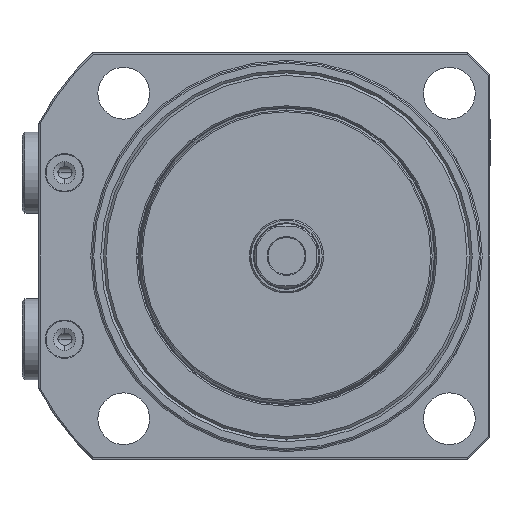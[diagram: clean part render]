
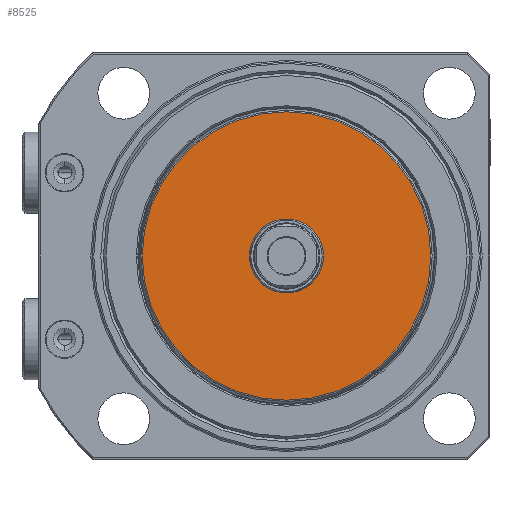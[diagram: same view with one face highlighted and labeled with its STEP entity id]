
A CAD part, front view. The second image highlights one B-rep face of the part: STEP entity #8525.
In plain terms, the highlighted planar face has unit normal (0, -1, 0).
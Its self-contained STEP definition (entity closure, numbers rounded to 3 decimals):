
#525 = ORIENTED_EDGE ( 'NONE', *, *, #8874, .T. ) ;
#527 = ORIENTED_EDGE ( 'NONE', *, *, #9215, .T. ) ;
#528 = ORIENTED_EDGE ( 'NONE', *, *, #8866, .T. ) ;
#848 = CIRCLE ( 'NONE', #7426, 38.992 ) ;
#850 = CIRCLE ( 'NONE', #7428, 10. ) ;
#925 = CIRCLE ( 'NONE', #3782, 38.992 ) ;
#942 = CIRCLE ( 'NONE', #3791, 10. ) ;
#1458 = PLANE ( 'NONE',  #4060 ) ;
#1459 = CARTESIAN_POINT ( 'NONE',  ( 39.272, 0., 0. ) ) ;
#1460 = DIRECTION ( 'NONE',  ( 0., 1., 0. ) ) ;
#1461 = DIRECTION ( 'NONE',  ( 0., 0., 1. ) ) ;
#1981 = EDGE_LOOP ( 'NONE', ( #3569, #528 ) ) ;
#1982 = EDGE_LOOP ( 'NONE', ( #527, #525 ) ) ;
#2348 = CARTESIAN_POINT ( 'NONE',  ( 0., 0., 0. ) ) ;
#2349 = DIRECTION ( 'NONE',  ( 0., 1., 0. ) ) ;
#2350 = DIRECTION ( 'NONE',  ( 0., 0., 1. ) ) ;
#2351 = CARTESIAN_POINT ( 'NONE',  ( 0., 0., 0. ) ) ;
#2352 = DIRECTION ( 'NONE',  ( 0., -1., 0. ) ) ;
#2353 = DIRECTION ( 'NONE',  ( 0., 0., 1. ) ) ;
#3005 = VERTEX_POINT ( 'NONE', #7983 ) ;
#3009 = VERTEX_POINT ( 'NONE', #7985 ) ;
#3159 = VERTEX_POINT ( 'NONE', #8060 ) ;
#3161 = VERTEX_POINT ( 'NONE', #8061 ) ;
#3569 = ORIENTED_EDGE ( 'NONE', *, *, #9214, .T. ) ;
#3782 = AXIS2_PLACEMENT_3D ( 'NONE', #5580, #5581, #5582 ) ;
#3791 = AXIS2_PLACEMENT_3D ( 'NONE', #5550, #5557, #5558 ) ;
#4060 = AXIS2_PLACEMENT_3D ( 'NONE', #1459, #1460, #1461 ) ;
#4062 = FACE_OUTER_BOUND ( 'NONE', #1982, .T. ) ;
#4065 = FACE_BOUND ( 'NONE', #1981, .T. ) ;
#5550 = CARTESIAN_POINT ( 'NONE',  ( 0., 0., 0. ) ) ;
#5557 = DIRECTION ( 'NONE',  ( 0., 1., 0. ) ) ;
#5558 = DIRECTION ( 'NONE',  ( 0., 0., 1. ) ) ;
#5580 = CARTESIAN_POINT ( 'NONE',  ( 0., 0., 0. ) ) ;
#5581 = DIRECTION ( 'NONE',  ( 0., -1., 0. ) ) ;
#5582 = DIRECTION ( 'NONE',  ( 0., 0., 1. ) ) ;
#7426 = AXIS2_PLACEMENT_3D ( 'NONE', #2351, #2352, #2353 ) ;
#7428 = AXIS2_PLACEMENT_3D ( 'NONE', #2348, #2349, #2350 ) ;
#7983 = CARTESIAN_POINT ( 'NONE',  ( 0., 0., 38.992 ) ) ;
#7985 = CARTESIAN_POINT ( 'NONE',  ( 0., 0., -38.992 ) ) ;
#8060 = CARTESIAN_POINT ( 'NONE',  ( 0., 0., 10. ) ) ;
#8061 = CARTESIAN_POINT ( 'NONE',  ( 0., 0., -10. ) ) ;
#8525 = ADVANCED_FACE ( 'NONE', ( #4065, #4062 ), #1458, .F. ) ;
#8866 = EDGE_CURVE ( 'NONE', #3161, #3159, #942, .T. ) ;
#8874 = EDGE_CURVE ( 'NONE', #3009, #3005, #925, .T. ) ;
#9214 = EDGE_CURVE ( 'NONE', #3159, #3161, #850, .T. ) ;
#9215 = EDGE_CURVE ( 'NONE', #3005, #3009, #848, .T. ) ;
